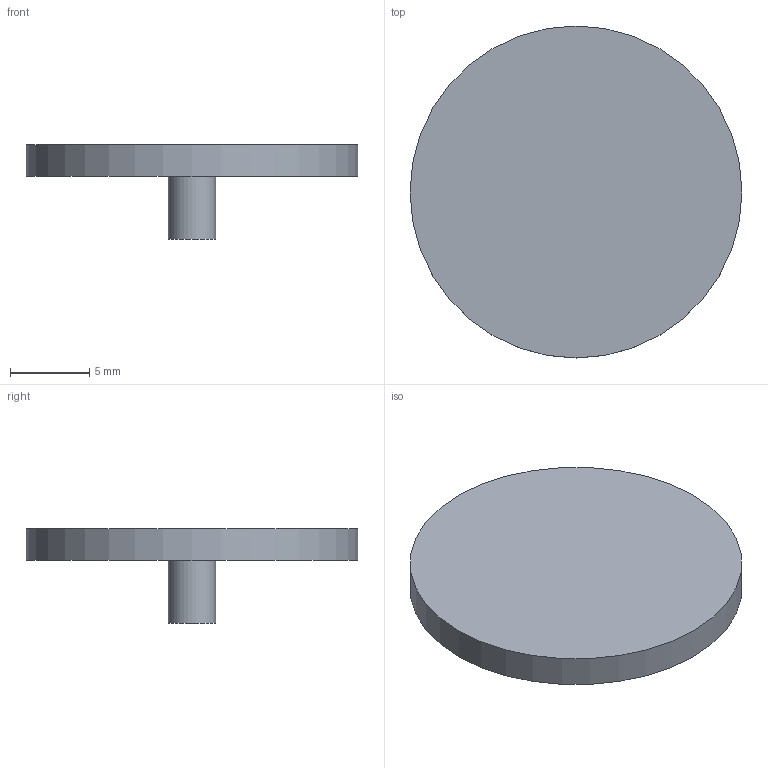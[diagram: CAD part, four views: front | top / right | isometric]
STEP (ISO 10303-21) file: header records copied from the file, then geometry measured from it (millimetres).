
FILE_DESCRIPTION(('FreeCAD Model'),'2;1');
FILE_NAME('Tapa-tuerca-macho.step','2018-09-15T20:09:21',('Author'),(''), 'Open CASCADE STEP processor 6.8','FreeCAD','Unknown');
FILE_SCHEMA(('AUTOMOTIVE_DESIGN_CC2 { 1 2 10303 214 -1 1 5 4 }'));
Length unit declared in the file: millimetre
Products named in the file (2): ASSEMBLY; Tapa-tuerca-Macho001
Assembly tree (1 placements, depth 2):
  ASSEMBLY
    Tapa-tuerca-Macho001
Bounding box: 21 x 21 x 6 mm (x, y, z)
Volume: 721 mm3; surface area: 862.4 mm2
Topology: 1 solids, 1 shells, 5 faces, 6 edges, 4 vertices
Faces by surface type: plane 3, cylinder 2
Full cylindrical faces by diameter (mm): 3 x1, 21 x1
Entity records: 233 total; most frequent: CARTESIAN_POINT 53, DIRECTION 32, ORIENTED_EDGE 12, PCURVE 12, DEFINITIONAL_REPRESENTATION 12, AXIS2_PLACEMENT_3D 11, LINE 10, VECTOR 10
